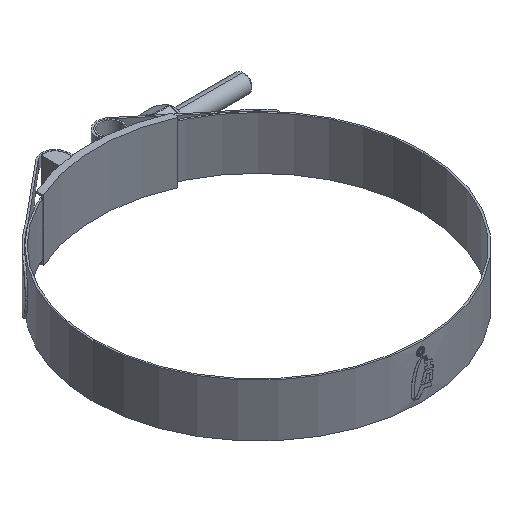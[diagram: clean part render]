
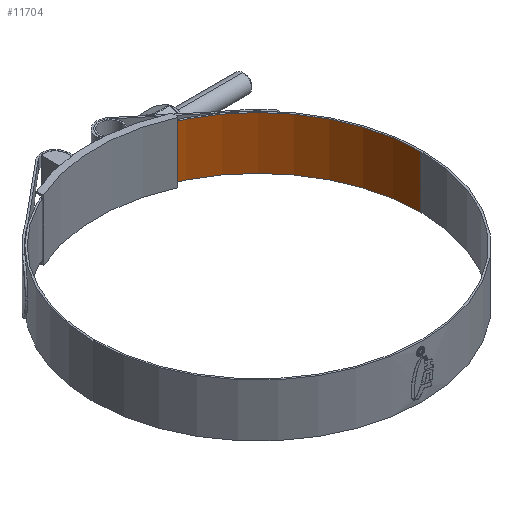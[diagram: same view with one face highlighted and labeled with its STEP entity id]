
A CAD part, isometric view. The second image highlights one B-rep face of the part: STEP entity #11704.
In plain terms, the highlighted cylindrical face has radius 59 mm (diameter 118 mm), a partial arc.
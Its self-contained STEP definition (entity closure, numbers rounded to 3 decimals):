
#33 = CARTESIAN_POINT ( 'NONE',  ( 0., 0., -9.525 ) ) ;
#108 = CIRCLE ( 'NONE', #9390, 59. ) ;
#905 = EDGE_CURVE ( 'NONE', #1854, #5236, #108, .T. ) ;
#1240 = ORIENTED_EDGE ( 'NONE', *, *, #1719, .T. ) ;
#1289 = VERTEX_POINT ( 'NONE', #1599 ) ;
#1599 = CARTESIAN_POINT ( 'NONE',  ( 9.219, 58.275, 9.525 ) ) ;
#1719 = EDGE_CURVE ( 'NONE', #1289, #1854, #6773, .T. ) ;
#1854 = VERTEX_POINT ( 'NONE', #10394 ) ;
#1961 = AXIS2_PLACEMENT_3D ( 'NONE', #7806, #12171, #9113 ) ;
#2129 = ORIENTED_EDGE ( 'NONE', *, *, #905, .T. ) ;
#2239 = CARTESIAN_POINT ( 'NONE',  ( 59., 0., -9.525 ) ) ;
#2336 = EDGE_CURVE ( 'NONE', #1289, #10976, #9693, .T. ) ;
#3374 = DIRECTION ( 'NONE',  ( 0., 0., -1. ) ) ;
#4399 = CARTESIAN_POINT ( 'NONE',  ( 59., 0., 9.525 ) ) ;
#4447 = DIRECTION ( 'NONE',  ( 0., 0., -1. ) ) ;
#4497 = FACE_OUTER_BOUND ( 'NONE', #11149, .T. ) ;
#4570 = CYLINDRICAL_SURFACE ( 'NONE', #1961, 59. ) ;
#5134 = DIRECTION ( 'NONE',  ( 0., 0., -1. ) ) ;
#5219 = EDGE_CURVE ( 'NONE', #10976, #5236, #13022, .T. ) ;
#5236 = VERTEX_POINT ( 'NONE', #2239 ) ;
#6559 = ORIENTED_EDGE ( 'NONE', *, *, #5219, .F. ) ;
#6773 = LINE ( 'NONE', #13301, #11768 ) ;
#6820 = DIRECTION ( 'NONE',  ( -1., 0., 0. ) ) ;
#7806 = CARTESIAN_POINT ( 'NONE',  ( 0., 0., 9.525 ) ) ;
#9113 = DIRECTION ( 'NONE',  ( -1., 0., 0. ) ) ;
#9390 = AXIS2_PLACEMENT_3D ( 'NONE', #33, #4447, #6820 ) ;
#9693 = CIRCLE ( 'NONE', #11078, 59. ) ;
#9725 = VECTOR ( 'NONE', #9835, 1000. ) ;
#9835 = DIRECTION ( 'NONE',  ( 0., 0., -1. ) ) ;
#10394 = CARTESIAN_POINT ( 'NONE',  ( 9.219, 58.275, -9.525 ) ) ;
#10976 = VERTEX_POINT ( 'NONE', #4399 ) ;
#11056 = CARTESIAN_POINT ( 'NONE',  ( 59., 0., 9.525 ) ) ;
#11078 = AXIS2_PLACEMENT_3D ( 'NONE', #14048, #5134, #11725 ) ;
#11149 = EDGE_LOOP ( 'NONE', ( #6559, #11612, #1240, #2129 ) ) ;
#11612 = ORIENTED_EDGE ( 'NONE', *, *, #2336, .F. ) ;
#11704 = ADVANCED_FACE ( 'NONE', ( #4497 ), #4570, .F. ) ;
#11725 = DIRECTION ( 'NONE',  ( -1., 0., 0. ) ) ;
#11768 = VECTOR ( 'NONE', #3374, 1000. ) ;
#12171 = DIRECTION ( 'NONE',  ( 0., 0., -1. ) ) ;
#13022 = LINE ( 'NONE', #11056, #9725 ) ;
#13301 = CARTESIAN_POINT ( 'NONE',  ( 9.219, 58.275, 9.525 ) ) ;
#14048 = CARTESIAN_POINT ( 'NONE',  ( 0., 0., 9.525 ) ) ;
